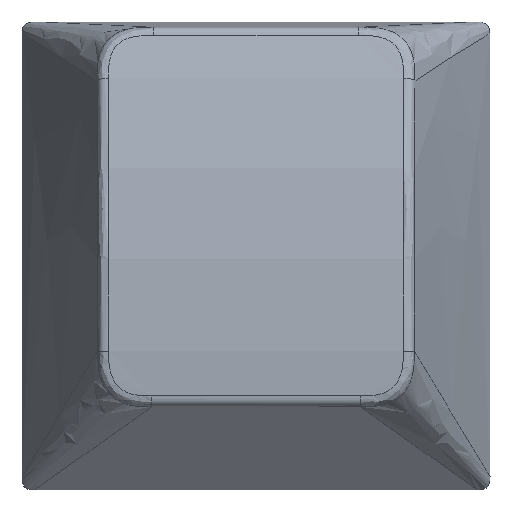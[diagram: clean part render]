
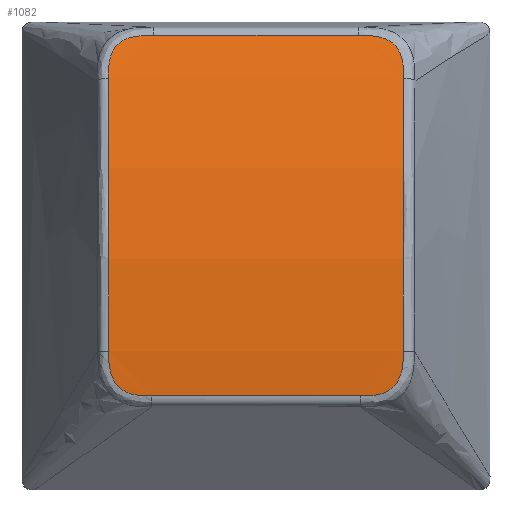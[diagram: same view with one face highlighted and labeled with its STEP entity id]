
A CAD part, top view. The second image highlights one B-rep face of the part: STEP entity #1082.
In plain terms, the highlighted cylindrical face has radius 34.574 mm (diameter 69.149 mm), a partial arc.
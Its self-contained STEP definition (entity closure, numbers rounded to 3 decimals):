
#36=CYLINDRICAL_SURFACE('',#1168,34.574);
#56=B_SPLINE_CURVE_WITH_KNOTS('',3,(#1661,#1662,#1663,#1664,#1665),
 .UNSPECIFIED.,.F.,.F.,(4,1,4),(-0.184,4.955,10.402),
 .UNSPECIFIED.);
#57=B_SPLINE_CURVE_WITH_KNOTS('',3,(#1667,#1668,#1669,#1670,#1671,#1672,
#1673,#1674,#1675,#1676,#1677,#1678,#1679,#1680,#1681),.UNSPECIFIED.,.F.,
 .F.,(4,1,1,1,1,1,1,1,1,1,1,1,4),(0.17,0.587,0.96,1.29,
1.44,1.591,1.738,1.886,2.205,2.386,
2.567,2.77,2.974),.UNSPECIFIED.);
#58=B_SPLINE_CURVE_WITH_KNOTS('',3,(#1685,#1686,#1687,#1688,#1689,#1690,
#1691,#1692,#1693,#1694,#1695,#1696,#1697,#1698,#1699),.UNSPECIFIED.,.F.,
 .F.,(4,1,1,1,1,1,1,1,1,1,1,1,4),(0.153,0.56,0.922,1.241,
1.389,1.536,1.686,1.836,2.166,2.353,
2.539,2.748,2.957),.UNSPECIFIED.);
#59=B_SPLINE_CURVE_WITH_KNOTS('',3,(#1701,#1702,#1703,#1704,#1705),
 .UNSPECIFIED.,.F.,.F.,(4,1,4),(-0.17,5.277,10.416),
 .UNSPECIFIED.);
#60=B_SPLINE_CURVE_WITH_KNOTS('',3,(#1707,#1708,#1709,#1710,#1711,#1712,
#1713,#1714,#1715,#1716,#1717,#1718,#1719,#1720,#1721,#1722),
 .UNSPECIFIED.,.F.,.F.,(4,1,1,1,1,1,1,1,1,1,1,1,1,4),(0.184,0.614,
0.996,1.163,1.329,1.479,1.629,1.78,1.931,
2.1,2.269,2.664,2.891,3.118),
 .UNSPECIFIED.);
#61=B_SPLINE_CURVE_WITH_KNOTS('',3,(#1725,#1726,#1727,#1728,#1729,#1730,
#1731,#1732,#1733,#1734,#1735,#1736,#1737,#1738,#1739,#1740),
 .UNSPECIFIED.,.F.,.F.,(4,1,1,1,1,1,1,1,1,1,1,1,1,4),(0.221,0.675,
1.07,1.239,1.409,1.559,1.71,1.86,2.01,
2.177,2.344,2.725,2.941,3.156),
 .UNSPECIFIED.);
#117=FACE_OUTER_BOUND('',#183,.T.);
#183=EDGE_LOOP('',(#772,#773,#774,#775,#776,#777,#778,#779));
#273=LINE('',#1683,#372);
#274=LINE('',#1724,#373);
#372=VECTOR('',#1289,10.);
#373=VECTOR('',#1290,10.);
#483=VERTEX_POINT('',#1659);
#484=VERTEX_POINT('',#1660);
#485=VERTEX_POINT('',#1666);
#486=VERTEX_POINT('',#1682);
#487=VERTEX_POINT('',#1684);
#488=VERTEX_POINT('',#1700);
#489=VERTEX_POINT('',#1706);
#490=VERTEX_POINT('',#1723);
#596=EDGE_CURVE('',#483,#484,#56,.T.);
#597=EDGE_CURVE('',#484,#485,#57,.T.);
#598=EDGE_CURVE('',#485,#486,#273,.T.);
#599=EDGE_CURVE('',#486,#487,#58,.T.);
#600=EDGE_CURVE('',#487,#488,#59,.T.);
#601=EDGE_CURVE('',#488,#489,#60,.T.);
#602=EDGE_CURVE('',#489,#490,#274,.T.);
#603=EDGE_CURVE('',#490,#483,#61,.T.);
#772=ORIENTED_EDGE('',*,*,#596,.T.);
#773=ORIENTED_EDGE('',*,*,#597,.T.);
#774=ORIENTED_EDGE('',*,*,#598,.T.);
#775=ORIENTED_EDGE('',*,*,#599,.T.);
#776=ORIENTED_EDGE('',*,*,#600,.T.);
#777=ORIENTED_EDGE('',*,*,#601,.T.);
#778=ORIENTED_EDGE('',*,*,#602,.T.);
#779=ORIENTED_EDGE('',*,*,#603,.T.);
#1082=ADVANCED_FACE('',(#117),#36,.T.);
#1168=AXIS2_PLACEMENT_3D('',#1658,#1287,#1288);
#1287=DIRECTION('center_axis',(-1.,0.,0.));
#1288=DIRECTION('ref_axis',(0.,-0.058,0.998));
#1289=DIRECTION('',(1.,0.,0.));
#1290=DIRECTION('',(-1.,0.,0.));
#1658=CARTESIAN_POINT('Origin',(-173.25,24.966,-25.656));
#1659=CARTESIAN_POINT('',(-178.961,35.575,7.25));
#1660=CARTESIAN_POINT('',(-178.952,25.021,8.918));
#1661=CARTESIAN_POINT('Ctrl Pts',(-178.961,35.575,7.25));
#1662=CARTESIAN_POINT('Ctrl Pts',(-178.957,33.921,7.783));
#1663=CARTESIAN_POINT('Ctrl Pts',(-178.953,30.435,8.624));
#1664=CARTESIAN_POINT('Ctrl Pts',(-178.952,26.86,8.915));
#1665=CARTESIAN_POINT('Ctrl Pts',(-178.952,25.021,8.918));
#1666=CARTESIAN_POINT('',(-177.302,23.29,8.877));
#1667=CARTESIAN_POINT('Ctrl Pts',(-178.952,25.021,8.918));
#1668=CARTESIAN_POINT('Ctrl Pts',(-178.952,24.88,8.918));
#1669=CARTESIAN_POINT('Ctrl Pts',(-178.949,24.613,8.917));
#1670=CARTESIAN_POINT('Ctrl Pts',(-178.897,24.237,8.911));
#1671=CARTESIAN_POINT('Ctrl Pts',(-178.8,23.965,8.904));
#1672=CARTESIAN_POINT('Ctrl Pts',(-178.69,23.783,8.898));
#1673=CARTESIAN_POINT('Ctrl Pts',(-178.595,23.667,8.894));
#1674=CARTESIAN_POINT('Ctrl Pts',(-178.484,23.566,8.89));
#1675=CARTESIAN_POINT('Ctrl Pts',(-178.313,23.451,8.885));
#1676=CARTESIAN_POINT('Ctrl Pts',(-178.111,23.371,8.881));
#1677=CARTESIAN_POINT('Ctrl Pts',(-177.889,23.323,8.879));
#1678=CARTESIAN_POINT('Ctrl Pts',(-177.702,23.301,8.878));
#1679=CARTESIAN_POINT('Ctrl Pts',(-177.506,23.291,8.877));
#1680=CARTESIAN_POINT('Ctrl Pts',(-177.37,23.29,8.877));
#1681=CARTESIAN_POINT('Ctrl Pts',(-177.302,23.29,8.877));
#1682=CARTESIAN_POINT('',(-169.198,23.29,8.877));
#1683=CARTESIAN_POINT('',(-177.302,23.29,8.877));
#1684=CARTESIAN_POINT('',(-167.548,25.021,8.918));
#1685=CARTESIAN_POINT('Ctrl Pts',(-169.198,23.29,8.877));
#1686=CARTESIAN_POINT('Ctrl Pts',(-169.062,23.29,8.877));
#1687=CARTESIAN_POINT('Ctrl Pts',(-168.806,23.294,8.877));
#1688=CARTESIAN_POINT('Ctrl Pts',(-168.446,23.348,8.88));
#1689=CARTESIAN_POINT('Ctrl Pts',(-168.187,23.451,8.885));
#1690=CARTESIAN_POINT('Ctrl Pts',(-168.017,23.566,8.89));
#1691=CARTESIAN_POINT('Ctrl Pts',(-167.906,23.667,8.894));
#1692=CARTESIAN_POINT('Ctrl Pts',(-167.81,23.783,8.898));
#1693=CARTESIAN_POINT('Ctrl Pts',(-167.7,23.965,8.904));
#1694=CARTESIAN_POINT('Ctrl Pts',(-167.625,24.177,8.909));
#1695=CARTESIAN_POINT('Ctrl Pts',(-167.58,24.41,8.914));
#1696=CARTESIAN_POINT('Ctrl Pts',(-167.558,24.605,8.916));
#1697=CARTESIAN_POINT('Ctrl Pts',(-167.549,24.809,8.918));
#1698=CARTESIAN_POINT('Ctrl Pts',(-167.548,24.95,8.918));
#1699=CARTESIAN_POINT('Ctrl Pts',(-167.548,25.021,8.918));
#1700=CARTESIAN_POINT('',(-167.539,35.575,7.25));
#1701=CARTESIAN_POINT('Ctrl Pts',(-167.548,25.021,8.918));
#1702=CARTESIAN_POINT('Ctrl Pts',(-167.549,26.86,8.915));
#1703=CARTESIAN_POINT('Ctrl Pts',(-167.548,30.435,8.624));
#1704=CARTESIAN_POINT('Ctrl Pts',(-167.543,33.921,7.783));
#1705=CARTESIAN_POINT('Ctrl Pts',(-167.539,35.575,7.25));
#1706=CARTESIAN_POINT('',(-169.291,37.243,6.665));
#1707=CARTESIAN_POINT('Ctrl Pts',(-167.539,35.575,7.25));
#1708=CARTESIAN_POINT('Ctrl Pts',(-167.539,35.713,7.206));
#1709=CARTESIAN_POINT('Ctrl Pts',(-167.542,35.974,7.12));
#1710=CARTESIAN_POINT('Ctrl Pts',(-167.585,36.284,7.013));
#1711=CARTESIAN_POINT('Ctrl Pts',(-167.654,36.502,6.937));
#1712=CARTESIAN_POINT('Ctrl Pts',(-167.719,36.643,6.886));
#1713=CARTESIAN_POINT('Ctrl Pts',(-167.8,36.769,6.841));
#1714=CARTESIAN_POINT('Ctrl Pts',(-167.897,36.88,6.8));
#1715=CARTESIAN_POINT('Ctrl Pts',(-168.01,36.975,6.765));
#1716=CARTESIAN_POINT('Ctrl Pts',(-168.141,37.057,6.735));
#1717=CARTESIAN_POINT('Ctrl Pts',(-168.288,37.123,6.71));
#1718=CARTESIAN_POINT('Ctrl Pts',(-168.52,37.193,6.684));
#1719=CARTESIAN_POINT('Ctrl Pts',(-168.781,37.229,6.67));
#1720=CARTESIAN_POINT('Ctrl Pts',(-169.064,37.242,6.665));
#1721=CARTESIAN_POINT('Ctrl Pts',(-169.215,37.243,6.665));
#1722=CARTESIAN_POINT('Ctrl Pts',(-169.291,37.243,6.665));
#1723=CARTESIAN_POINT('',(-177.21,37.243,6.665));
#1724=CARTESIAN_POINT('',(-169.291,37.243,6.665));
#1725=CARTESIAN_POINT('Ctrl Pts',(-177.21,37.243,6.665));
#1726=CARTESIAN_POINT('Ctrl Pts',(-177.361,37.243,6.665));
#1727=CARTESIAN_POINT('Ctrl Pts',(-177.644,37.239,6.666));
#1728=CARTESIAN_POINT('Ctrl Pts',(-177.981,37.193,6.684));
#1729=CARTESIAN_POINT('Ctrl Pts',(-178.213,37.123,6.71));
#1730=CARTESIAN_POINT('Ctrl Pts',(-178.36,37.057,6.735));
#1731=CARTESIAN_POINT('Ctrl Pts',(-178.491,36.975,6.765));
#1732=CARTESIAN_POINT('Ctrl Pts',(-178.604,36.88,6.8));
#1733=CARTESIAN_POINT('Ctrl Pts',(-178.7,36.769,6.841));
#1734=CARTESIAN_POINT('Ctrl Pts',(-178.782,36.643,6.886));
#1735=CARTESIAN_POINT('Ctrl Pts',(-178.847,36.502,6.937));
#1736=CARTESIAN_POINT('Ctrl Pts',(-178.915,36.284,7.013));
#1737=CARTESIAN_POINT('Ctrl Pts',(-178.949,36.042,7.096));
#1738=CARTESIAN_POINT('Ctrl Pts',(-178.961,35.782,7.183));
#1739=CARTESIAN_POINT('Ctrl Pts',(-178.961,35.644,7.228));
#1740=CARTESIAN_POINT('Ctrl Pts',(-178.961,35.575,7.25));
